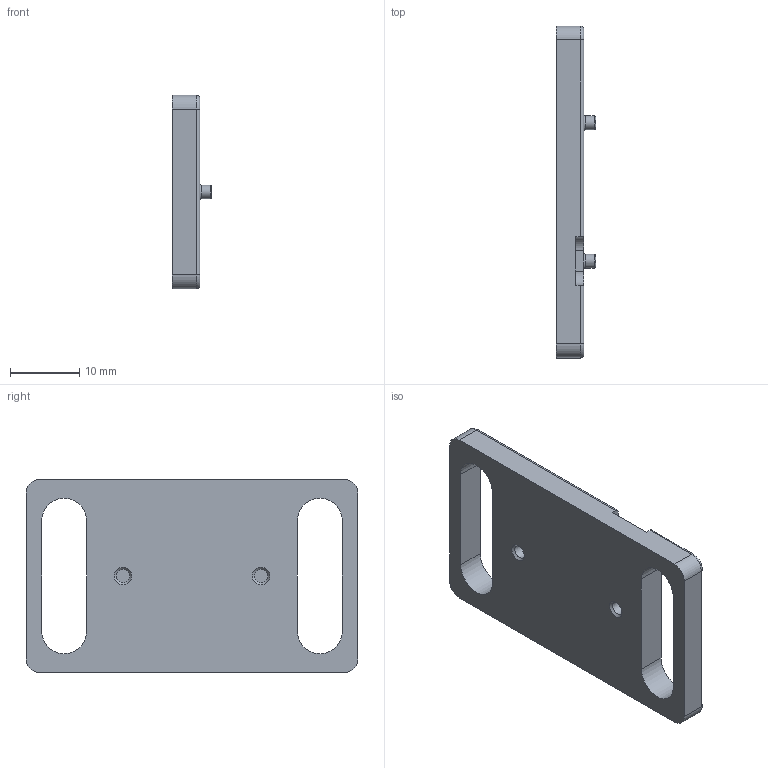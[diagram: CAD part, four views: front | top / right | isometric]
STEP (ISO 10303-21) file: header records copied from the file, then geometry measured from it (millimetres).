
FILE_DESCRIPTION( ( 'STEP AP214' ), '1' );
FILE_NAME( '093043A4.stp', '2020-06-10T18:42:12', ( 'License CC BY-ND 4.0' ), ( 'CADENAS' ), ' ', 'PARTsolutions', ' ' );
FILE_SCHEMA( ( 'AUTOMOTIVE_DESIGN { 1 0 10303 214 1 1 1 1 }' ) );
Length unit declared in the file: millimetre
Products named in the file (1): _093043A4
Bounding box: 5.7 x 48 x 28 mm (x, y, z)
Volume: 4208.3 mm3; surface area: 3174.9 mm2
Topology: 1 solids, 1 shells, 54 faces, 130 edges, 82 vertices
Faces by surface type: plane 22, cylinder 22, torus 8, cone 2
Full cylindrical faces by diameter (mm): 1.95 x2, 2 x2
Entity records: 1982 total; most frequent: DIRECTION 284, CARTESIAN_POINT 257, ORIENTED_EDGE 240, EDGE_CURVE 120, AXIS2_PLACEMENT_3D 109, VERTEX_POINT 82, EDGE_LOOP 72, LINE 66
